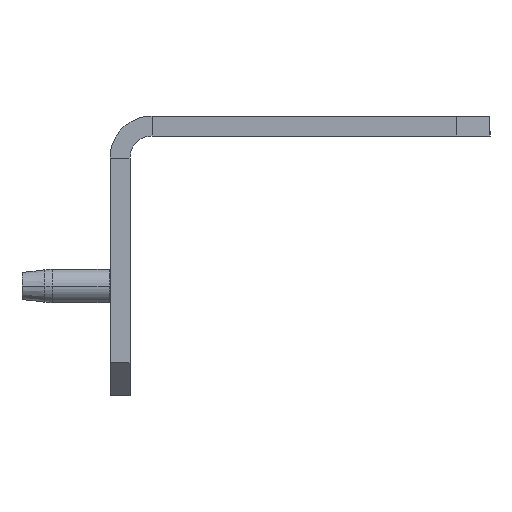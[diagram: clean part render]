
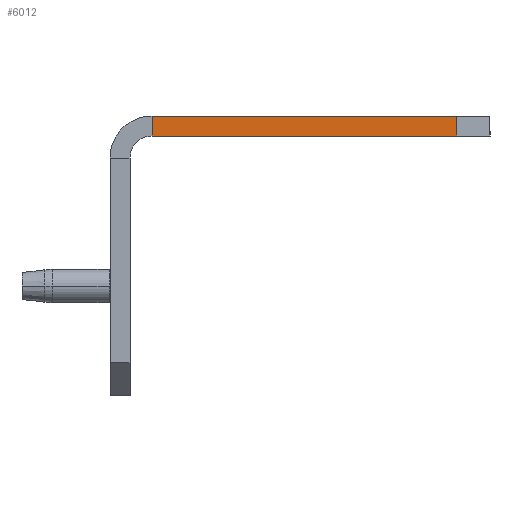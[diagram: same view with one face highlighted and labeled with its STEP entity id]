
A CAD part, left-side view. The second image highlights one B-rep face of the part: STEP entity #6012.
In plain terms, the highlighted planar face has unit normal (-1, 0, 0).
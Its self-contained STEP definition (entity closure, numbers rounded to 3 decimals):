
#289 = CARTESIAN_POINT ( 'NONE',  ( -337.5, -21., -3.3 ) ) ;
#550 = AXIS2_PLACEMENT_3D ( 'NONE', #8431, #2521, #11407 ) ;
#872 = EDGE_LOOP ( 'NONE', ( #11523, #11929, #1486, #11574 ) ) ;
#1349 = LINE ( 'NONE', #6495, #3870 ) ;
#1440 = DIRECTION ( 'NONE',  ( 0., -1., 0. ) ) ;
#1486 = ORIENTED_EDGE ( 'NONE', *, *, #1750, .F. ) ;
#1750 = EDGE_CURVE ( 'NONE', #1884, #10973, #12476, .T. ) ;
#1884 = VERTEX_POINT ( 'NONE', #289 ) ;
#2351 = PLANE ( 'NONE',  #550 ) ;
#2521 = DIRECTION ( 'NONE',  ( 1., 0., 0. ) ) ;
#3075 = DIRECTION ( 'NONE',  ( 0., 0., -1. ) ) ;
#3870 = VECTOR ( 'NONE', #1440, 1000. ) ;
#4246 = CARTESIAN_POINT ( 'NONE',  ( -337.5, -18., -54. ) ) ;
#4524 = CARTESIAN_POINT ( 'NONE',  ( -337.5, -21., -49. ) ) ;
#5252 = DIRECTION ( 'NONE',  ( 0., 0., -1. ) ) ;
#5401 = EDGE_CURVE ( 'NONE', #5996, #1884, #1349, .T. ) ;
#5996 = VERTEX_POINT ( 'NONE', #6249 ) ;
#6012 = ADVANCED_FACE ( 'NONE', ( #8635 ), #2351, .F. ) ;
#6249 = CARTESIAN_POINT ( 'NONE',  ( -337.5, -18., -3.3 ) ) ;
#6495 = CARTESIAN_POINT ( 'NONE',  ( -337.5, -18., -3.3 ) ) ;
#6767 = LINE ( 'NONE', #4524, #10815 ) ;
#8154 = LINE ( 'NONE', #4246, #8606 ) ;
#8431 = CARTESIAN_POINT ( 'NONE',  ( -337.5, -21., -54. ) ) ;
#8606 = VECTOR ( 'NONE', #5252, 1000. ) ;
#8635 = FACE_OUTER_BOUND ( 'NONE', #872, .T. ) ;
#10258 = EDGE_CURVE ( 'NONE', #12834, #10973, #6767, .T. ) ;
#10299 = VECTOR ( 'NONE', #3075, 1000. ) ;
#10815 = VECTOR ( 'NONE', #11432, 1000. ) ;
#10973 = VERTEX_POINT ( 'NONE', #11178 ) ;
#10980 = CARTESIAN_POINT ( 'NONE',  ( -337.5, -21., 0. ) ) ;
#10985 = EDGE_CURVE ( 'NONE', #5996, #12834, #8154, .T. ) ;
#11002 = CARTESIAN_POINT ( 'NONE',  ( -337.5, -18., -49. ) ) ;
#11178 = CARTESIAN_POINT ( 'NONE',  ( -337.5, -21., -49. ) ) ;
#11407 = DIRECTION ( 'NONE',  ( 0., 0., -1. ) ) ;
#11432 = DIRECTION ( 'NONE',  ( 0., -1., 0. ) ) ;
#11523 = ORIENTED_EDGE ( 'NONE', *, *, #10985, .T. ) ;
#11574 = ORIENTED_EDGE ( 'NONE', *, *, #5401, .F. ) ;
#11929 = ORIENTED_EDGE ( 'NONE', *, *, #10258, .T. ) ;
#12476 = LINE ( 'NONE', #10980, #10299 ) ;
#12834 = VERTEX_POINT ( 'NONE', #11002 ) ;
